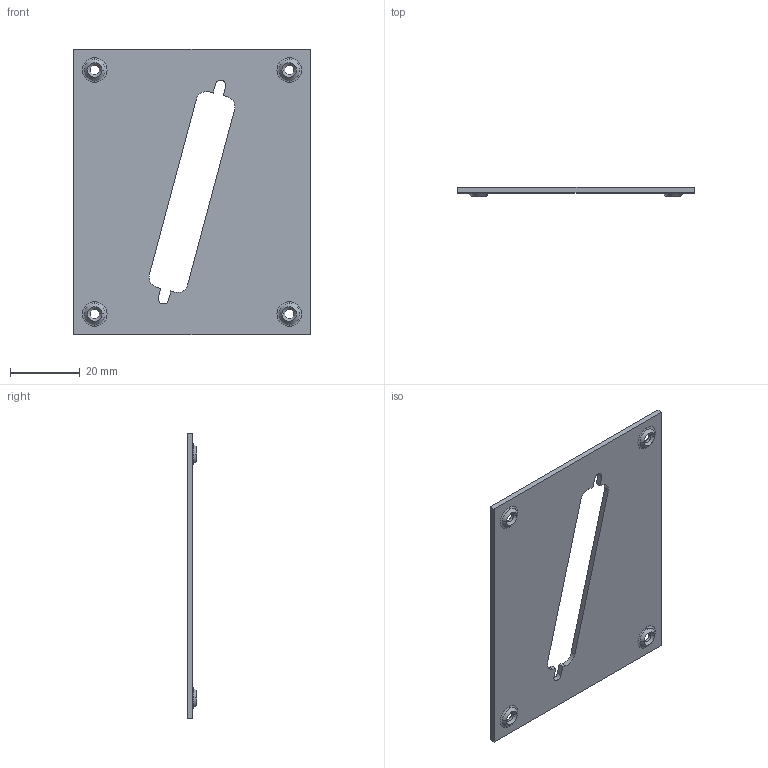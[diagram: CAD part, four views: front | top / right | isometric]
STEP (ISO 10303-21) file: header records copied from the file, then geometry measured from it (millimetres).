
FILE_DESCRIPTION (( 'STEP AP214' ), '1' );
FILE_NAME ('USP242B.STEP', '2007-11-30T14:37:19', ( ' ' ), ( ' ' ), 'SwSTEP 2.0', 'SolidWorks 2007', '' );
FILE_SCHEMA (( 'AUTOMOTIVE_DESIGN' ));
Length unit declared in the file: inch
Products named in the file (1): USP242B
Bounding box: 68.07 x 2.6 x 82.04 mm (x, y, z)
Volume: 7464.5 mm3; surface area: 10532.2 mm2
Topology: 1 solids, 1 shells, 72 faces, 202 edges, 132 vertices
Faces by surface type: cone 24, cylinder 16, torus 16, plane 16
Entity records: 2689 total; most frequent: DIRECTION 468, CARTESIAN_POINT 407, ORIENTED_EDGE 404, EDGE_CURVE 202, AXIS2_PLACEMENT_3D 193, VERTEX_POINT 132, CIRCLE 120, EDGE_LOOP 82
